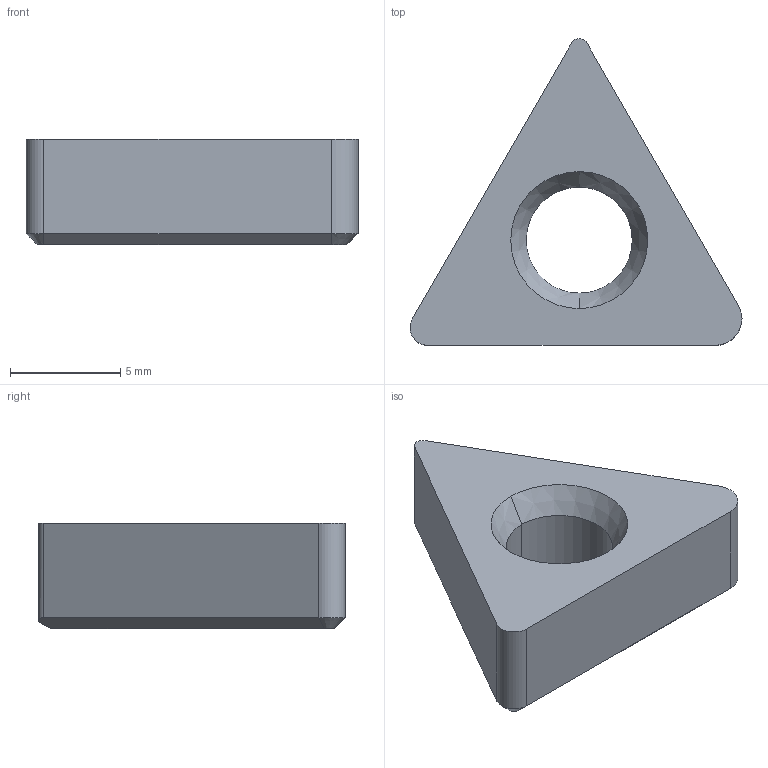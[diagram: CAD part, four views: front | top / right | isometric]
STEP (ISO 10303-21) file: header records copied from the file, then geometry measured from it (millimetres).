
FILE_DESCRIPTION(/* description */ (''),/* implementation_level */ '2;1');
FILE_NAME(/* name */ 'LLSTN33.stp',/* time_stamp */ '2022-02-03T10:33:03+09:00',/* author */ (''),/* organization */ (''),/* preprocessor_version */ 'ST-DEVELOPER v16',/* originating_system */ 'SIEMENS PLM Software NX 10.0',/* authorisation */ '');
FILE_SCHEMA (('AUTOMOTIVE_DESIGN { 1 0 10303 214 3 1 1 1 }'));
Length unit declared in the file: millimetre
Products named in the file (1): LLSTN33
Bounding box: 15.03 x 13.88 x 4.76 mm (x, y, z)
Volume: 450.3 mm3; surface area: 462.3 mm2
Topology: 1 solids, 1 shells, 19 faces, 43 edges, 27 vertices
Faces by surface type: plane 8, cone 6, cylinder 5
Entity records: 586 total; most frequent: DIRECTION 104, CARTESIAN_POINT 92, ORIENTED_EDGE 86, EDGE_CURVE 43, AXIS2_PLACEMENT_3D 39, LINE 26, VECTOR 26, VERTEX_POINT 26
